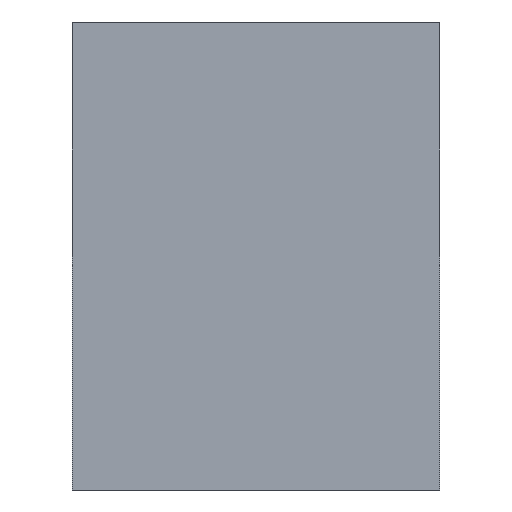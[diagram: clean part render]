
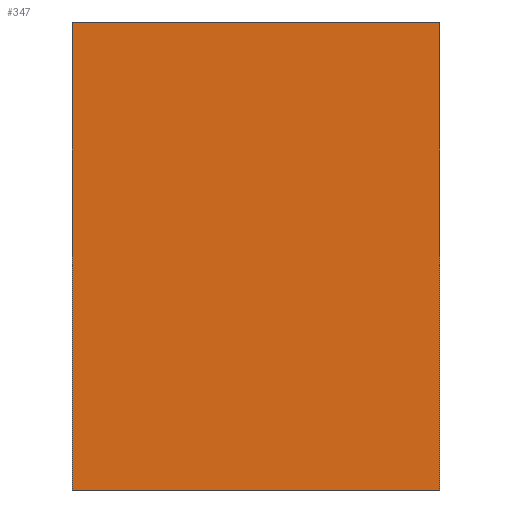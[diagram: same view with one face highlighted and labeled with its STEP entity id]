
A CAD part, front view. The second image highlights one B-rep face of the part: STEP entity #347.
In plain terms, the highlighted planar face has unit normal (0, -1, 0).
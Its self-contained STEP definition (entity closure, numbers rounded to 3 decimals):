
#23=FACE_OUTER_BOUND('',#40,.T.);
#40=EDGE_LOOP('',(#263,#264,#265,#266));
#64=LINE('',#503,#112);
#68=LINE('',#512,#116);
#80=LINE('',#534,#128);
#81=LINE('',#535,#129);
#112=VECTOR('',#413,10.);
#116=VECTOR('',#419,10.);
#128=VECTOR('',#435,10.);
#129=VECTOR('',#436,10.);
#157=VERTEX_POINT('',#500);
#158=VERTEX_POINT('',#502);
#161=VERTEX_POINT('',#509);
#162=VERTEX_POINT('',#511);
#192=EDGE_CURVE('',#158,#157,#64,.T.);
#196=EDGE_CURVE('',#162,#161,#68,.T.);
#208=EDGE_CURVE('',#157,#162,#80,.T.);
#209=EDGE_CURVE('',#161,#158,#81,.T.);
#263=ORIENTED_EDGE('',*,*,#208,.T.);
#264=ORIENTED_EDGE('',*,*,#196,.T.);
#265=ORIENTED_EDGE('',*,*,#209,.T.);
#266=ORIENTED_EDGE('',*,*,#192,.T.);
#330=PLANE('',#378);
#347=ADVANCED_FACE('',(#23),#330,.T.);
#378=AXIS2_PLACEMENT_3D('',#533,#433,#434);
#413=DIRECTION('',(0.,0.,1.));
#419=DIRECTION('',(0.,0.,-1.));
#433=DIRECTION('center_axis',(0.,-1.,0.));
#434=DIRECTION('ref_axis',(0.,0.,-1.));
#435=DIRECTION('',(-1.,0.,0.));
#436=DIRECTION('',(1.,0.,0.));
#500=CARTESIAN_POINT('',(-94.4,233.,145.6));
#502=CARTESIAN_POINT('',(-94.4,233.,80.4));
#503=CARTESIAN_POINT('',(-94.4,233.,80.4));
#509=CARTESIAN_POINT('',(-145.6,233.,80.4));
#511=CARTESIAN_POINT('',(-145.6,233.,145.6));
#512=CARTESIAN_POINT('',(-145.6,233.,145.6));
#533=CARTESIAN_POINT('Origin',(-120.,233.,113.));
#534=CARTESIAN_POINT('',(-94.4,233.,145.6));
#535=CARTESIAN_POINT('',(-145.6,233.,80.4));
